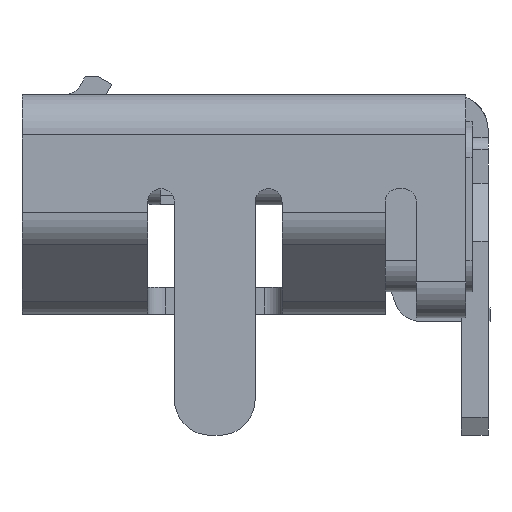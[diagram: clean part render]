
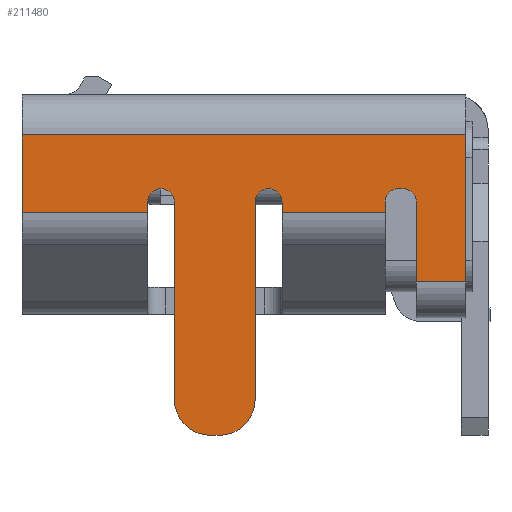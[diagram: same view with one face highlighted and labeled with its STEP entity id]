
A CAD part, left-side view. The second image highlights one B-rep face of the part: STEP entity #211480.
In plain terms, the highlighted planar face has unit normal (-1, 0, 0).
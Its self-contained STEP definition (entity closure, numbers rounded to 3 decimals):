
#29740=CARTESIAN_POINT('',(-15.5,-20.,0.87));
#29750=VERTEX_POINT('',#29740);
#29780=CARTESIAN_POINT('',(-15.5,-20.,2.51));
#29790=DIRECTION('',(0.,0.,-1.));
#29800=VECTOR('',#29790,1.64);
#29810=LINE('',#29780,#29800);
#29820=CARTESIAN_POINT('',(-15.5,-20.,2.51));
#29830=VERTEX_POINT('',#29820);
#29840=EDGE_CURVE('',#29830,#29750,#29810,.T.);
#175030=CARTESIAN_POINT('',(-15.5,-16.45,1.643));
#175040=VERTEX_POINT('',#175030);
#175200=CARTESIAN_POINT('',(-15.5,-15.05,1.643));
#175210=VERTEX_POINT('',#175200);
#175240=CARTESIAN_POINT('',(-15.5,-15.022,1.643));
#175250=DIRECTION('',(0.,-1.,0.));
#175260=VECTOR('',#175250,1.);
#175270=LINE('',#175240,#175260);
#175280=EDGE_CURVE('',#175210,#175040,#175270,.T.);
#209890=CARTESIAN_POINT('',(-15.5,-17.525,1.01));
#209900=DIRECTION('',(1.,0.,0.));
#209910=DIRECTION('',(0.,0.,-1.));
#209920=AXIS2_PLACEMENT_3D('',#209890,#209900,#209910);
#209930=PLANE('',#209920);
#209940=CARTESIAN_POINT('',(-15.5,-16.75,1.76));
#209950=DIRECTION('',(0.,0.,-1.));
#209960=VECTOR('',#209950,2.2);
#209970=LINE('',#209940,#209960);
#209980=CARTESIAN_POINT('',(-15.5,-16.75,1.76));
#209990=VERTEX_POINT('',#209980);
#210000=CARTESIAN_POINT('',(-15.5,-16.75,-0.44));
#210010=VERTEX_POINT('',#210000);
#210020=EDGE_CURVE('',#209990,#210010,#209970,.T.);
#210030=ORIENTED_EDGE('',*,*,#210020,.T.);
#210040=CARTESIAN_POINT('',(-15.5,-16.6,1.76));
#210050=DIRECTION('',(-1.,0.,0.));
#210060=DIRECTION('',(0.,-1.,0.));
#210070=AXIS2_PLACEMENT_3D('',#210040,#210050,#210060);
#210080=CIRCLE('',#210070,0.15);
#210090=CARTESIAN_POINT('',(-15.5,-16.6,1.91));
#210100=VERTEX_POINT('',#210090);
#210110=EDGE_CURVE('',#209990,#210100,#210080,.T.);
#210120=ORIENTED_EDGE('',*,*,#210110,.F.);
#210130=CARTESIAN_POINT('',(-15.5,-16.45,1.76));
#210140=VERTEX_POINT('',#210130);
#210150=EDGE_CURVE('',#210100,#210140,#210080,.T.);
#210160=ORIENTED_EDGE('',*,*,#210150,.F.);
#210170=CARTESIAN_POINT('',(-15.5,-16.45,1.643));
#210180=DIRECTION('',(0.,0.,1.));
#210190=VECTOR('',#210180,0.117);
#210200=LINE('',#210170,#210190);
#210210=EDGE_CURVE('',#175040,#210140,#210200,.T.);
#210220=ORIENTED_EDGE('',*,*,#210210,.T.);
#210230=ORIENTED_EDGE('',*,*,#175280,.T.);
#210240=CARTESIAN_POINT('',(-15.5,-15.05,2.51));
#210250=DIRECTION('',(0.,0.,-1.));
#210260=VECTOR('',#210250,0.867);
#210270=LINE('',#210240,#210260);
#210280=CARTESIAN_POINT('',(-15.5,-15.05,2.51));
#210290=VERTEX_POINT('',#210280);
#210300=EDGE_CURVE('',#210290,#175210,#210270,.T.);
#210310=ORIENTED_EDGE('',*,*,#210300,.T.);
#210320=CARTESIAN_POINT('',(-15.5,-20.099,2.51));
#210330=DIRECTION('',(0.,1.,0.));
#210340=VECTOR('',#210330,1.);
#210350=LINE('',#210320,#210340);
#210360=EDGE_CURVE('',#29830,#210290,#210350,.T.);
#210370=ORIENTED_EDGE('',*,*,#210360,.T.);
#210380=ORIENTED_EDGE('',*,*,#29840,.F.);
#210390=CARTESIAN_POINT('',(-15.5,-19.437,
0.87));
#210400=DIRECTION('',(0.,-1.,0.));
#210410=VECTOR('',#210400,1.);
#210420=LINE('',#210390,#210410);
#210430=CARTESIAN_POINT('',(-15.5,-19.45,0.87));
#210440=VERTEX_POINT('',#210430);
#210450=EDGE_CURVE('',#210440,#29750,#210420,.T.);
#210460=ORIENTED_EDGE('',*,*,#210450,.T.);
#210470=CARTESIAN_POINT('',(-15.5,-19.45,1.76));
#210480=DIRECTION('',(0.,0.,-1.));
#210490=VECTOR('',#210480,0.89);
#210500=LINE('',#210470,#210490);
#210510=CARTESIAN_POINT('',(-15.5,-19.45,1.76));
#210520=VERTEX_POINT('',#210510);
#210530=EDGE_CURVE('',#210520,#210440,#210500,.T.);
#210540=ORIENTED_EDGE('',*,*,#210530,.T.);
#210550=CARTESIAN_POINT('',(-15.5,-19.3,1.76));
#210560=DIRECTION('',(-1.,0.,0.));
#210570=DIRECTION('',(0.,-1.,0.));
#210580=AXIS2_PLACEMENT_3D('',#210550,#210560,#210570);
#210590=CIRCLE('',#210580,0.15);
#210600=CARTESIAN_POINT('',(-15.5,-19.3,1.91));
#210610=VERTEX_POINT('',#210600);
#210620=EDGE_CURVE('',#210520,#210610,#210590,.T.);
#210630=ORIENTED_EDGE('',*,*,#210620,.F.);
#210640=CARTESIAN_POINT('',(-15.5,-19.25,1.91));
#210650=DIRECTION('',(0.,-1.,0.));
#210660=VECTOR('',#210650,0.05);
#210670=LINE('',#210640,#210660);
#210680=CARTESIAN_POINT('',(-15.5,-19.25,1.91));
#210690=VERTEX_POINT('',#210680);
#210700=EDGE_CURVE('',#210690,#210610,#210670,.T.);
#210710=ORIENTED_EDGE('',*,*,#210700,.T.);
#210720=CARTESIAN_POINT('',(-15.5,-19.25,1.76));
#210730=DIRECTION('',(-1.,0.,0.));
#210740=DIRECTION('',(0.,0.,1.));
#210750=AXIS2_PLACEMENT_3D('',#210720,#210730,#210740);
#210760=CIRCLE('',#210750,0.15);
#210770=CARTESIAN_POINT('',(-15.5,-19.1,1.76));
#210780=VERTEX_POINT('',#210770);
#210790=EDGE_CURVE('',#210690,#210780,#210760,.T.);
#210800=ORIENTED_EDGE('',*,*,#210790,.F.);
#210810=CARTESIAN_POINT('',(-15.5,-19.1,1.643));
#210820=DIRECTION('',(0.,0.,1.));
#210830=VECTOR('',#210820,0.117);
#210840=LINE('',#210810,#210830);
#210850=CARTESIAN_POINT('',(-15.5,-19.1,1.643));
#210860=VERTEX_POINT('',#210850);
#210870=EDGE_CURVE('',#210860,#210780,#210840,.T.);
#210880=ORIENTED_EDGE('',*,*,#210870,.T.);
#210890=CARTESIAN_POINT('',(-15.5,-17.927,1.643));
#210900=DIRECTION('',(0.,-1.,0.));
#210910=VECTOR('',#210900,1.);
#210920=LINE('',#210890,#210910);
#210930=CARTESIAN_POINT('',(-15.5,-17.95,1.643));
#210940=VERTEX_POINT('',#210930);
#210950=EDGE_CURVE('',#210940,#210860,#210920,.T.);
#210960=ORIENTED_EDGE('',*,*,#210950,.T.);
#210970=CARTESIAN_POINT('',(-15.5,-17.95,1.76));
#210980=DIRECTION('',(0.,0.,-1.));
#210990=VECTOR('',#210980,0.117);
#211000=LINE('',#210970,#210990);
#211010=CARTESIAN_POINT('',(-15.5,-17.95,1.76));
#211020=VERTEX_POINT('',#211010);
#211030=EDGE_CURVE('',#211020,#210940,#211000,.T.);
#211040=ORIENTED_EDGE('',*,*,#211030,.T.);
#211050=CARTESIAN_POINT('',(-15.5,-17.8,1.76));
#211060=DIRECTION('',(-1.,0.,0.));
#211070=DIRECTION('',(0.,-1.,0.));
#211080=AXIS2_PLACEMENT_3D('',#211050,#211060,#211070);
#211090=CIRCLE('',#211080,0.15);
#211100=CARTESIAN_POINT('',(-15.5,-17.65,1.76));
#211110=VERTEX_POINT('',#211100);
#211120=EDGE_CURVE('',#211020,#211110,#211090,.T.);
#211130=ORIENTED_EDGE('',*,*,#211120,.F.);
#211140=CARTESIAN_POINT('',(-15.5,-17.65,1.76));
#211150=DIRECTION('',(0.,0.,-1.));
#211160=VECTOR('',#211150,2.2);
#211170=LINE('',#211140,#211160);
#211180=CARTESIAN_POINT('',(-15.5,-17.65,-0.44));
#211190=VERTEX_POINT('',#211180);
#211200=EDGE_CURVE('',#211110,#211190,#211170,.T.);
#211210=ORIENTED_EDGE('',*,*,#211200,.F.);
#211220=CARTESIAN_POINT('',(-15.5,-17.25,-0.44));
#211230=DIRECTION('',(-1.,0.,0.));
#211240=DIRECTION('',(0.,0.,-1.));
#211250=AXIS2_PLACEMENT_3D('',#211220,#211230,#211240);
#211260=CIRCLE('',#211250,0.4);
#211270=CARTESIAN_POINT('',(-15.5,-17.25,-0.84));
#211280=VERTEX_POINT('',#211270);
#211290=EDGE_CURVE('',#211280,#211190,#211260,.T.);
#211300=ORIENTED_EDGE('',*,*,#211290,.T.);
#211310=CARTESIAN_POINT('',(-15.5,-17.25,-0.84));
#211320=DIRECTION('',(0.,1.,0.));
#211330=VECTOR('',#211320,0.1);
#211340=LINE('',#211310,#211330);
#211350=CARTESIAN_POINT('',(-15.5,-17.15,-0.84));
#211360=VERTEX_POINT('',#211350);
#211370=EDGE_CURVE('',#211280,#211360,#211340,.T.);
#211380=ORIENTED_EDGE('',*,*,#211370,.F.);
#211390=CARTESIAN_POINT('',(-15.5,-17.15,-0.44));
#211400=DIRECTION('',(-1.,0.,0.));
#211410=DIRECTION('',(0.,1.,0.));
#211420=AXIS2_PLACEMENT_3D('',#211390,#211400,#211410);
#211430=CIRCLE('',#211420,0.4);
#211440=EDGE_CURVE('',#210010,#211360,#211430,.T.);
#211450=ORIENTED_EDGE('',*,*,#211440,.T.);
#211460=EDGE_LOOP('',(#211450,#211380,#211300,#211210,#211130,#211040,
#210960,#210880,#210800,#210710,#210630,#210540,#210460,#210380,#210370,
#210310,#210230,#210220,#210160,#210120,#210030));
#211470=FACE_OUTER_BOUND('',#211460,.T.);
#211480=ADVANCED_FACE('',(#211470),#209930,.F.);
